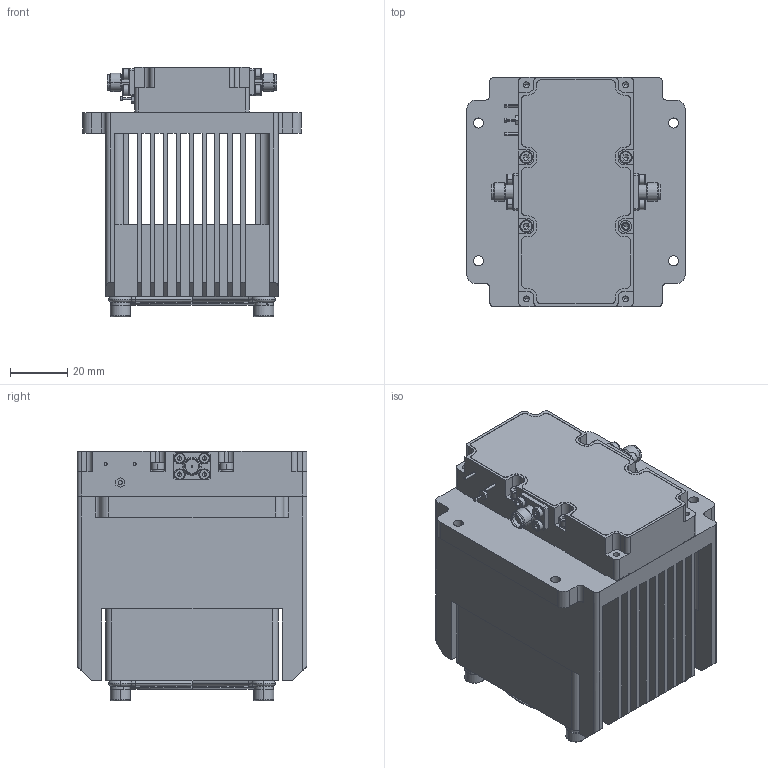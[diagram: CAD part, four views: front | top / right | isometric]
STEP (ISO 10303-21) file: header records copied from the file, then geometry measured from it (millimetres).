
FILE_DESCRIPTION (( 'STEP AP214' ), '1' );
FILE_NAME ('BP-HC-H5.STEP', '2026-01-22T20:19:22', ( '' ), ( '' ), 'SwSTEP 2.0', 'SolidWorks 2021', '' );
FILE_SCHEMA (( 'AUTOMOTIVE_DESIGN' ));
Length unit declared in the file: inch
Products named in the file (1): BP-HC-H5
Bounding box: 76 x 80 x 87.1 mm (x, y, z)
Volume: 212384.8 mm3; surface area: 125015.5 mm2
Topology: 43 solids, 43 shells, 1305 faces, 3310 edges, 2079 vertices
Faces by surface type: plane 668, cylinder 431, cone 108, torus 98
Entity records: 39446 total; most frequent: DIRECTION 6978, CARTESIAN_POINT 6913, ORIENTED_EDGE 6480, EDGE_CURVE 3240, AXIS2_PLACEMENT_3D 2528, VERTEX_POINT 2079, LINE 1922, VECTOR 1922
